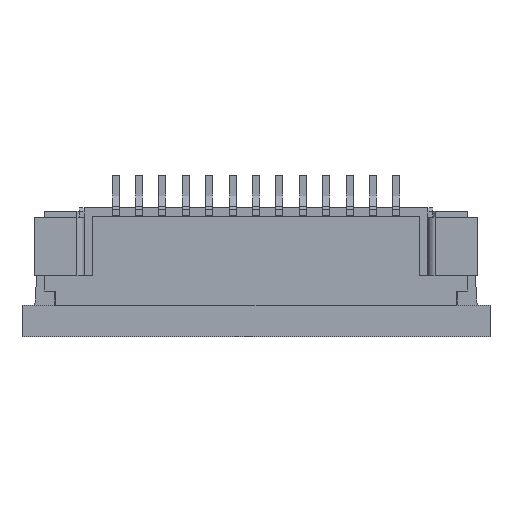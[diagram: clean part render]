
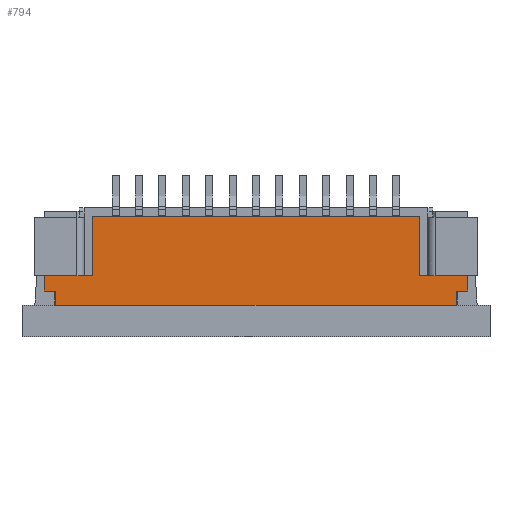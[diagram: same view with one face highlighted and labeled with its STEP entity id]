
A CAD part, top view. The second image highlights one B-rep face of the part: STEP entity #794.
In plain terms, the highlighted planar face has unit normal (0, 0, 1).
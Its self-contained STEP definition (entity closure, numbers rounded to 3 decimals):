
#794=ADVANCED_FACE('',(#4130),#4132,.T.);
#4130=FACE_BOUND('',#4131,.T.);
#4131=EDGE_LOOP('',(#6778,#6779,#6780,#6781,#6782,#6783,#6784,#6785,#6786,#6787,
#6788,#6789));
#4132=PLANE('',#4133);
#4133=AXIS2_PLACEMENT_3D('',#4134,#4135,#4136);
#4134=CARTESIAN_POINT('',(9.05,1.35,2.45));
#4135=DIRECTION('',(0.,-0.,1.));
#4136=DIRECTION('',(0.,1.,0.));
#6778=ORIENTED_EDGE('',*,*,#8807,.T.);
#6779=ORIENTED_EDGE('',*,*,#8809,.T.);
#6780=ORIENTED_EDGE('',*,*,#8810,.T.);
#6781=ORIENTED_EDGE('',*,*,#8811,.T.);
#6782=ORIENTED_EDGE('',*,*,#8812,.T.);
#6783=ORIENTED_EDGE('',*,*,#8813,.T.);
#6784=ORIENTED_EDGE('',*,*,#8814,.T.);
#6785=ORIENTED_EDGE('',*,*,#8815,.F.);
#6786=ORIENTED_EDGE('',*,*,#8816,.T.);
#6787=ORIENTED_EDGE('',*,*,#8817,.T.);
#6788=ORIENTED_EDGE('',*,*,#8756,.F.);
#6789=ORIENTED_EDGE('',*,*,#8747,.T.);
#8747=EDGE_CURVE('',#9916,#9926,#9928,.F.);
#8756=EDGE_CURVE('',#9916,#9944,#9945,.T.);
#8807=EDGE_CURVE('',#9926,#10040,#10041,.T.);
#8809=EDGE_CURVE('',#10040,#10043,#10044,.T.);
#8810=EDGE_CURVE('',#10043,#10045,#10046,.F.);
#8811=EDGE_CURVE('',#10045,#10047,#10048,.F.);
#8812=EDGE_CURVE('',#10047,#10049,#10050,.F.);
#8813=EDGE_CURVE('',#10049,#10051,#10052,.F.);
#8814=EDGE_CURVE('',#10051,#10053,#10054,.F.);
#8815=EDGE_CURVE('',#10055,#10053,#10056,.T.);
#8816=EDGE_CURVE('',#10055,#10057,#10058,.F.);
#8817=EDGE_CURVE('',#10057,#9944,#10059,.T.);
#9916=VERTEX_POINT('',#11550);
#9926=VERTEX_POINT('',#11570);
#9928=LINE('',#11574,#11575);
#9944=VERTEX_POINT('',#11608);
#9945=LINE('',#11609,#11610);
#10040=VERTEX_POINT('',#11806);
#10041=LINE('',#11807,#11808);
#10043=VERTEX_POINT('',#11813);
#10044=LINE('',#11814,#11815);
#10045=VERTEX_POINT('',#11817);
#10046=LINE('',#11818,#11819);
#10047=VERTEX_POINT('',#11821);
#10048=LINE('',#11822,#11823);
#10049=VERTEX_POINT('',#11825);
#10050=LINE('',#11826,#11827);
#10051=VERTEX_POINT('',#11829);
#10052=LINE('',#11830,#11831);
#10053=VERTEX_POINT('',#11833);
#10054=LINE('',#11834,#11835);
#10055=VERTEX_POINT('',#11837);
#10056=LINE('',#11838,#11839);
#10057=VERTEX_POINT('',#11841);
#10058=LINE('',#11842,#11843);
#10059=LINE('',#11845,#11846);
#11550=CARTESIAN_POINT('',(8.55,1.35,2.45));
#11570=CARTESIAN_POINT('',(8.55,1.95,2.45));
#11574=CARTESIAN_POINT('',(8.55,1.95,2.45));
#11575=VECTOR('',#11576,1.);
#11576=DIRECTION('',(0.,-1.,0.));
#11608=CARTESIAN_POINT('',(-8.55,1.35,2.45));
#11609=CARTESIAN_POINT('',(8.55,1.35,2.45));
#11610=VECTOR('',#11611,1.);
#11611=DIRECTION('',(-1.,0.,0.));
#11806=CARTESIAN_POINT('',(9.05,1.95,2.45));
#11807=CARTESIAN_POINT('',(8.55,1.95,2.45));
#11808=VECTOR('',#11809,1.);
#11809=DIRECTION('',(1.,0.,0.));
#11813=CARTESIAN_POINT('',(9.05,2.6,2.45));
#11814=CARTESIAN_POINT('',(9.05,1.95,2.45));
#11815=VECTOR('',#11816,1.);
#11816=DIRECTION('',(0.,1.,0.));
#11817=CARTESIAN_POINT('',(7.,2.6,2.45));
#11818=CARTESIAN_POINT('',(7.,2.6,2.45));
#11819=VECTOR('',#11820,1.);
#11820=DIRECTION('',(1.,0.,0.));
#11821=CARTESIAN_POINT('',(7.,5.15,2.45));
#11822=CARTESIAN_POINT('',(7.,5.15,2.45));
#11823=VECTOR('',#11824,1.);
#11824=DIRECTION('',(0.,-1.,0.));
#11825=CARTESIAN_POINT('',(-7.,5.15,2.45));
#11826=CARTESIAN_POINT('',(-7.,5.15,2.45));
#11827=VECTOR('',#11828,1.);
#11828=DIRECTION('',(1.,0.,0.));
#11829=CARTESIAN_POINT('',(-7.,2.6,2.45));
#11830=CARTESIAN_POINT('',(-7.,2.6,2.45));
#11831=VECTOR('',#11832,1.);
#11832=DIRECTION('',(0.,1.,0.));
#11833=CARTESIAN_POINT('',(-9.05,2.6,2.45));
#11834=CARTESIAN_POINT('',(-9.05,2.6,2.45));
#11835=VECTOR('',#11836,1.);
#11836=DIRECTION('',(1.,0.,0.));
#11837=CARTESIAN_POINT('',(-9.05,1.95,2.45));
#11838=CARTESIAN_POINT('',(-9.05,1.95,2.45));
#11839=VECTOR('',#11840,1.);
#11840=DIRECTION('',(0.,1.,0.));
#11841=CARTESIAN_POINT('',(-8.55,1.95,2.45));
#11842=CARTESIAN_POINT('',(-8.55,1.95,2.45));
#11843=VECTOR('',#11844,1.);
#11844=DIRECTION('',(-1.,0.,0.));
#11845=CARTESIAN_POINT('',(-8.55,1.95,2.45));
#11846=VECTOR('',#11847,1.);
#11847=DIRECTION('',(0.,-1.,0.));
